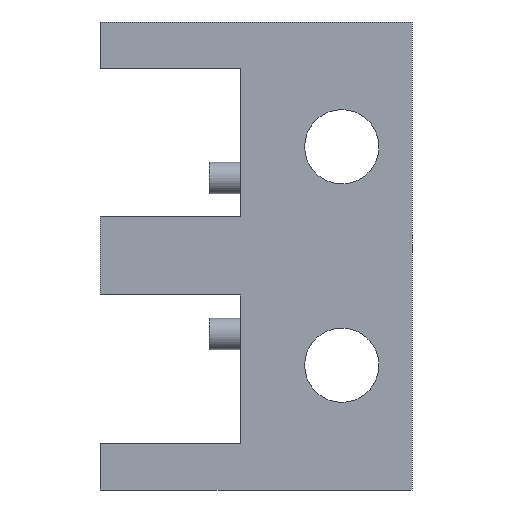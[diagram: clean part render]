
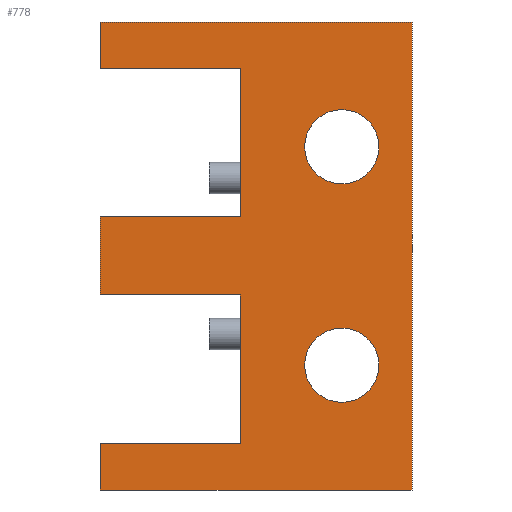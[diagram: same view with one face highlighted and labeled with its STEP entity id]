
A CAD part, front view. The second image highlights one B-rep face of the part: STEP entity #778.
In plain terms, the highlighted planar face has unit normal (0, -1, 0).
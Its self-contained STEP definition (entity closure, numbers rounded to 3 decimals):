
#23=FACE_BOUND('',#117,.T.);
#24=FACE_BOUND('',#118,.T.);
#27=CIRCLE('',#816,2.381);
#28=CIRCLE('',#818,2.382);
#72=FACE_OUTER_BOUND('',#116,.T.);
#116=EDGE_LOOP('',(#689,#690,#691,#692,#693,#694,#695,#696,#697,#698,#699,
#700));
#117=EDGE_LOOP('',(#701));
#118=EDGE_LOOP('',(#702));
#128=LINE('',#1065,#226);
#134=LINE('',#1077,#232);
#144=LINE('',#1098,#242);
#184=LINE('',#1196,#282);
#187=LINE('',#1202,#285);
#209=LINE('',#1246,#307);
#211=LINE('',#1249,#309);
#212=LINE('',#1251,#310);
#213=LINE('',#1253,#311);
#214=LINE('',#1254,#312);
#215=LINE('',#1256,#313);
#216=LINE('',#1258,#314);
#226=VECTOR('',#864,10.);
#232=VECTOR('',#874,10.);
#242=VECTOR('',#890,10.);
#282=VECTOR('',#974,10.);
#285=VECTOR('',#979,10.);
#307=VECTOR('',#1023,10.);
#309=VECTOR('',#1027,10.);
#310=VECTOR('',#1030,10.);
#311=VECTOR('',#1033,10.);
#312=VECTOR('',#1034,10.);
#313=VECTOR('',#1037,10.);
#314=VECTOR('',#1040,10.);
#322=VERTEX_POINT('',#1062);
#323=VERTEX_POINT('',#1064);
#326=VERTEX_POINT('',#1074);
#327=VERTEX_POINT('',#1076);
#334=VERTEX_POINT('',#1095);
#335=VERTEX_POINT('',#1097);
#358=VERTEX_POINT('',#1158);
#359=VERTEX_POINT('',#1162);
#370=VERTEX_POINT('',#1193);
#371=VERTEX_POINT('',#1195);
#372=VERTEX_POINT('',#1199);
#373=VERTEX_POINT('',#1201);
#383=VERTEX_POINT('',#1243);
#384=VERTEX_POINT('',#1245);
#394=EDGE_CURVE('',#322,#323,#128,.T.);
#400=EDGE_CURVE('',#326,#327,#134,.T.);
#410=EDGE_CURVE('',#334,#335,#144,.T.);
#442=EDGE_CURVE('',#358,#358,#27,.T.);
#444=EDGE_CURVE('',#359,#359,#28,.T.);
#458=EDGE_CURVE('',#370,#371,#184,.T.);
#461=EDGE_CURVE('',#372,#373,#187,.T.);
#483=EDGE_CURVE('',#383,#384,#209,.T.);
#485=EDGE_CURVE('',#335,#383,#211,.T.);
#486=EDGE_CURVE('',#371,#372,#212,.T.);
#487=EDGE_CURVE('',#323,#370,#213,.T.);
#488=EDGE_CURVE('',#373,#334,#214,.T.);
#489=EDGE_CURVE('',#327,#322,#215,.T.);
#490=EDGE_CURVE('',#384,#326,#216,.T.);
#689=ORIENTED_EDGE('',*,*,#490,.F.);
#690=ORIENTED_EDGE('',*,*,#483,.F.);
#691=ORIENTED_EDGE('',*,*,#485,.F.);
#692=ORIENTED_EDGE('',*,*,#410,.F.);
#693=ORIENTED_EDGE('',*,*,#488,.F.);
#694=ORIENTED_EDGE('',*,*,#461,.F.);
#695=ORIENTED_EDGE('',*,*,#486,.F.);
#696=ORIENTED_EDGE('',*,*,#458,.F.);
#697=ORIENTED_EDGE('',*,*,#487,.F.);
#698=ORIENTED_EDGE('',*,*,#394,.F.);
#699=ORIENTED_EDGE('',*,*,#489,.F.);
#700=ORIENTED_EDGE('',*,*,#400,.F.);
#701=ORIENTED_EDGE('',*,*,#442,.T.);
#702=ORIENTED_EDGE('',*,*,#444,.T.);
#738=PLANE('',#846);
#778=ADVANCED_FACE('',(#72,#23,#24),#738,.F.);
#816=AXIS2_PLACEMENT_3D('',#1160,#938,#939);
#818=AXIS2_PLACEMENT_3D('',#1164,#943,#944);
#846=AXIS2_PLACEMENT_3D('',#1259,#1041,#1042);
#864=DIRECTION('',(1.,0.,0.));
#874=DIRECTION('',(-1.,0.,0.));
#890=DIRECTION('',(-1.,0.,0.));
#938=DIRECTION('center_axis',(0.,1.,0.));
#939=DIRECTION('ref_axis',(-1.,0.,0.));
#943=DIRECTION('center_axis',(0.,1.,0.));
#944=DIRECTION('ref_axis',(-1.,0.,0.));
#974=DIRECTION('',(-1.,0.,0.));
#979=DIRECTION('',(1.,0.,0.));
#1023=DIRECTION('',(1.,0.,0.));
#1027=DIRECTION('',(0.,0.,1.));
#1030=DIRECTION('',(0.,0.,1.));
#1033=DIRECTION('',(0.,0.,1.));
#1034=DIRECTION('',(0.,0.,1.));
#1037=DIRECTION('',(0.,0.,1.));
#1040=DIRECTION('',(0.,0.,-1.));
#1041=DIRECTION('center_axis',(0.,1.,0.));
#1042=DIRECTION('ref_axis',(0.,0.,1.));
#1062=CARTESIAN_POINT('',(-20.,0.,-27.));
#1064=CARTESIAN_POINT('',(-11.,0.,-27.));
#1065=CARTESIAN_POINT('',(-20.,0.,-27.));
#1074=CARTESIAN_POINT('',(0.,0.,-30.));
#1076=CARTESIAN_POINT('',(-20.,0.,-30.));
#1077=CARTESIAN_POINT('',(0.,0.,-30.));
#1095=CARTESIAN_POINT('',(-11.,0.,-3.));
#1097=CARTESIAN_POINT('',(-20.,0.,-3.));
#1098=CARTESIAN_POINT('',(-11.,0.,-3.));
#1158=CARTESIAN_POINT('',(-2.119,0.,-22.));
#1160=CARTESIAN_POINT('Origin',(-4.5,0.,-22.));
#1162=CARTESIAN_POINT('',(-2.119,0.,-8.));
#1164=CARTESIAN_POINT('Origin',(-4.5,0.,-8.));
#1193=CARTESIAN_POINT('',(-11.,0.,-17.5));
#1195=CARTESIAN_POINT('',(-20.,0.,-17.5));
#1196=CARTESIAN_POINT('',(-11.,0.,-17.5));
#1199=CARTESIAN_POINT('',(-20.,0.,-12.5));
#1201=CARTESIAN_POINT('',(-11.,0.,-12.5));
#1202=CARTESIAN_POINT('',(-20.,0.,-12.5));
#1243=CARTESIAN_POINT('',(-20.,0.,0.));
#1245=CARTESIAN_POINT('',(0.,0.,0.));
#1246=CARTESIAN_POINT('',(-20.,0.,0.));
#1249=CARTESIAN_POINT('',(-20.,0.,-30.));
#1251=CARTESIAN_POINT('',(-20.,0.,-30.));
#1253=CARTESIAN_POINT('',(-11.,0.,-27.));
#1254=CARTESIAN_POINT('',(-11.,0.,-12.5));
#1256=CARTESIAN_POINT('',(-20.,0.,-30.));
#1258=CARTESIAN_POINT('',(0.,0.,0.));
#1259=CARTESIAN_POINT('Origin',(-10.199,0.,-15.));
